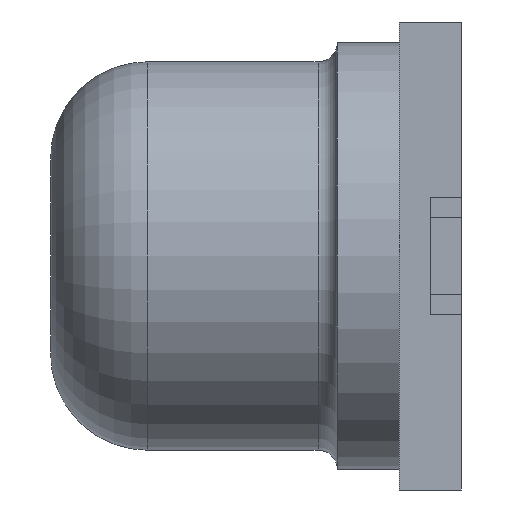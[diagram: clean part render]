
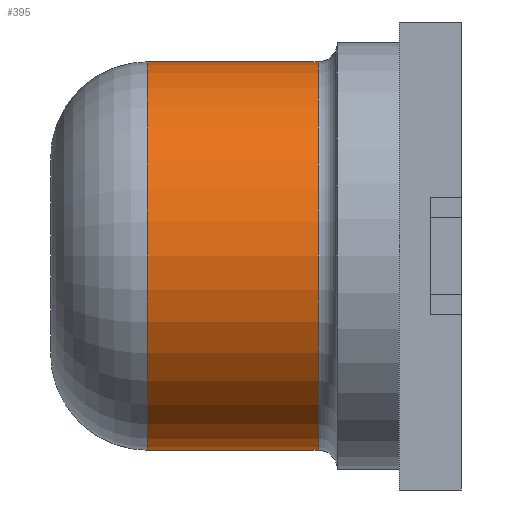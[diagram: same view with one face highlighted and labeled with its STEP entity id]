
A CAD part, left-side view. The second image highlights one B-rep face of the part: STEP entity #395.
In plain terms, the highlighted cylindrical face has radius 2.005 mm (diameter 4.01 mm), a partial arc.
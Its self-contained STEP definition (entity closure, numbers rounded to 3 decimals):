
#338 = VERTEX_POINT ( 'NONE', #1241 ) ;
#377 = VERTEX_POINT ( 'NONE', #1295 ) ;
#378 = ORIENTED_EDGE ( 'NONE', *, *, #379, .T. ) ;
#379 = EDGE_CURVE ( 'NONE', #377, #392, #1294, .T. ) ;
#391 = EDGE_CURVE ( 'NONE', #392, #338, #1334, .T. ) ;
#392 = VERTEX_POINT ( 'NONE', #1330 ) ;
#395 = ADVANCED_FACE ( 'NONE', ( #1325 ), #1324, .T. ) ;
#396 = EDGE_LOOP ( 'NONE', ( #397, #398, #401, #378 ) ) ;
#397 = ORIENTED_EDGE ( 'NONE', *, *, #391, .T. ) ;
#398 = ORIENTED_EDGE ( 'NONE', *, *, #399, .T. ) ;
#399 = EDGE_CURVE ( 'NONE', #338, #400, #1318, .T. ) ;
#400 = VERTEX_POINT ( 'NONE', #1377 ) ;
#401 = ORIENTED_EDGE ( 'NONE', *, *, #402, .F. ) ;
#402 = EDGE_CURVE ( 'NONE', #377, #400, #1376, .T. ) ;
#1241 = CARTESIAN_POINT ( 'NONE',  ( -3.195, 1.48, -2.005 ) ) ;
#1290 = DIRECTION ( 'NONE',  ( 0., 0., 1. ) ) ;
#1291 = DIRECTION ( 'NONE',  ( 0., -1., 0. ) ) ;
#1292 = CARTESIAN_POINT ( 'NONE',  ( -3.195, 3.24, 0. ) ) ;
#1293 = AXIS2_PLACEMENT_3D ( 'NONE', #1292, #1291, #1290 ) ;
#1294 = CIRCLE ( 'NONE', #1293, 2.005 ) ;
#1295 = CARTESIAN_POINT ( 'NONE',  ( -3.195, 3.24, 2.005 ) ) ;
#1316 = DIRECTION ( 'NONE',  ( 0., 1., 0. ) ) ;
#1317 = AXIS2_PLACEMENT_3D ( 'NONE', #1323, #1316, #1378 ) ;
#1318 = CIRCLE ( 'NONE', #1317, 2.005 ) ;
#1319 = DIRECTION ( 'NONE',  ( 0., 0., -1. ) ) ;
#1320 = DIRECTION ( 'NONE',  ( 0., -1., 0. ) ) ;
#1321 = CARTESIAN_POINT ( 'NONE',  ( -3.195, 18.986, 0. ) ) ;
#1322 = AXIS2_PLACEMENT_3D ( 'NONE', #1321, #1320, #1319 ) ;
#1323 = CARTESIAN_POINT ( 'NONE',  ( -3.195, 1.48, 0. ) ) ;
#1324 = CYLINDRICAL_SURFACE ( 'NONE', #1322, 2.005 ) ;
#1325 = FACE_OUTER_BOUND ( 'NONE', #396, .T. ) ;
#1330 = CARTESIAN_POINT ( 'NONE',  ( -3.195, 3.24, -2.005 ) ) ;
#1331 = DIRECTION ( 'NONE',  ( 0., -1., 0. ) ) ;
#1332 = VECTOR ( 'NONE', #1331, 1000. ) ;
#1333 = CARTESIAN_POINT ( 'NONE',  ( -3.195, 18.986, -2.005 ) ) ;
#1334 = LINE ( 'NONE', #1333, #1332 ) ;
#1373 = DIRECTION ( 'NONE',  ( 0., -1., 0. ) ) ;
#1374 = VECTOR ( 'NONE', #1373, 1000. ) ;
#1375 = CARTESIAN_POINT ( 'NONE',  ( -3.195, 18.986, 2.005 ) ) ;
#1376 = LINE ( 'NONE', #1375, #1374 ) ;
#1377 = CARTESIAN_POINT ( 'NONE',  ( -3.195, 1.48, 2.005 ) ) ;
#1378 = DIRECTION ( 'NONE',  ( 0., 0., -1. ) ) ;
